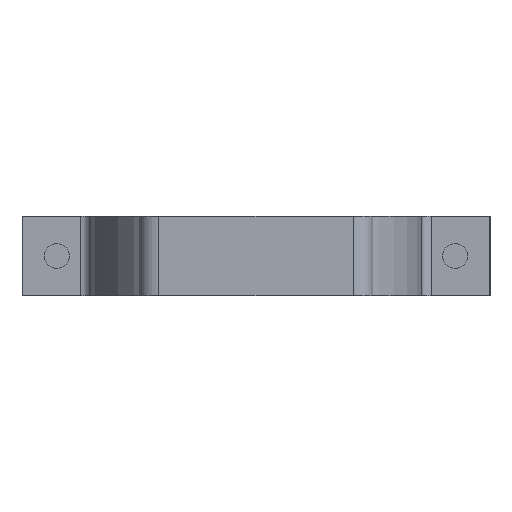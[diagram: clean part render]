
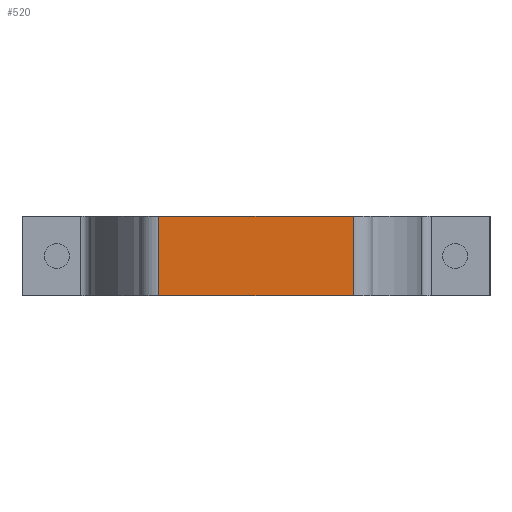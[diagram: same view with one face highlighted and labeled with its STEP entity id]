
A CAD part, front view. The second image highlights one B-rep face of the part: STEP entity #520.
In plain terms, the highlighted planar face has unit normal (0, -1, 0).
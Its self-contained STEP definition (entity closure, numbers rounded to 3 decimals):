
#112 = EDGE_CURVE ( 'NONE', #177, #2752, #1896, .T. ) ;
#177 = VERTEX_POINT ( 'NONE', #233 ) ;
#188 = LINE ( 'NONE', #3254, #2939 ) ;
#233 = CARTESIAN_POINT ( 'NONE',  ( -19.5, -41.5, 8. ) ) ;
#458 = EDGE_LOOP ( 'NONE', ( #3318, #1270, #2532, #2104 ) ) ;
#520 = ADVANCED_FACE ( 'NONE', ( #2980 ), #1483, .F. ) ;
#617 = AXIS2_PLACEMENT_3D ( 'NONE', #891, #654, #806 ) ;
#638 = EDGE_CURVE ( 'NONE', #177, #3377, #2486, .T. ) ;
#654 = DIRECTION ( 'NONE',  ( 0., 1., 0. ) ) ;
#704 = EDGE_CURVE ( 'NONE', #2752, #2400, #188, .T. ) ;
#806 = DIRECTION ( 'NONE',  ( 0., 0., 1. ) ) ;
#891 = CARTESIAN_POINT ( 'NONE',  ( 19.5, -41.5, 8. ) ) ;
#1176 = VECTOR ( 'NONE', #1668, 1000. ) ;
#1270 = ORIENTED_EDGE ( 'NONE', *, *, #2060, .F. ) ;
#1483 = PLANE ( 'NONE',  #617 ) ;
#1668 = DIRECTION ( 'NONE',  ( 0., 0., -1. ) ) ;
#1719 = VECTOR ( 'NONE', #3325, 1000. ) ;
#1729 = CARTESIAN_POINT ( 'NONE',  ( 19.5, -41.5, 8. ) ) ;
#1896 = LINE ( 'NONE', #1906, #1176 ) ;
#1906 = CARTESIAN_POINT ( 'NONE',  ( -19.5, -41.5, 8. ) ) ;
#1975 = CARTESIAN_POINT ( 'NONE',  ( 19.5, -41.5, -8. ) ) ;
#2060 = EDGE_CURVE ( 'NONE', #3377, #2400, #2308, .T. ) ;
#2104 = ORIENTED_EDGE ( 'NONE', *, *, #112, .T. ) ;
#2308 = LINE ( 'NONE', #3346, #2924 ) ;
#2400 = VERTEX_POINT ( 'NONE', #1975 ) ;
#2486 = LINE ( 'NONE', #3337, #1719 ) ;
#2532 = ORIENTED_EDGE ( 'NONE', *, *, #638, .F. ) ;
#2752 = VERTEX_POINT ( 'NONE', #2948 ) ;
#2924 = VECTOR ( 'NONE', #3088, 1000. ) ;
#2939 = VECTOR ( 'NONE', #3138, 1000. ) ;
#2948 = CARTESIAN_POINT ( 'NONE',  ( -19.5, -41.5, -8. ) ) ;
#2980 = FACE_OUTER_BOUND ( 'NONE', #458, .T. ) ;
#3088 = DIRECTION ( 'NONE',  ( 0., 0., -1. ) ) ;
#3138 = DIRECTION ( 'NONE',  ( 1., 0., 0. ) ) ;
#3254 = CARTESIAN_POINT ( 'NONE',  ( 19.5, -41.5, -8. ) ) ;
#3318 = ORIENTED_EDGE ( 'NONE', *, *, #704, .T. ) ;
#3325 = DIRECTION ( 'NONE',  ( 1., 0., 0. ) ) ;
#3337 = CARTESIAN_POINT ( 'NONE',  ( 19.5, -41.5, 8. ) ) ;
#3346 = CARTESIAN_POINT ( 'NONE',  ( 19.5, -41.5, 8. ) ) ;
#3377 = VERTEX_POINT ( 'NONE', #1729 ) ;
